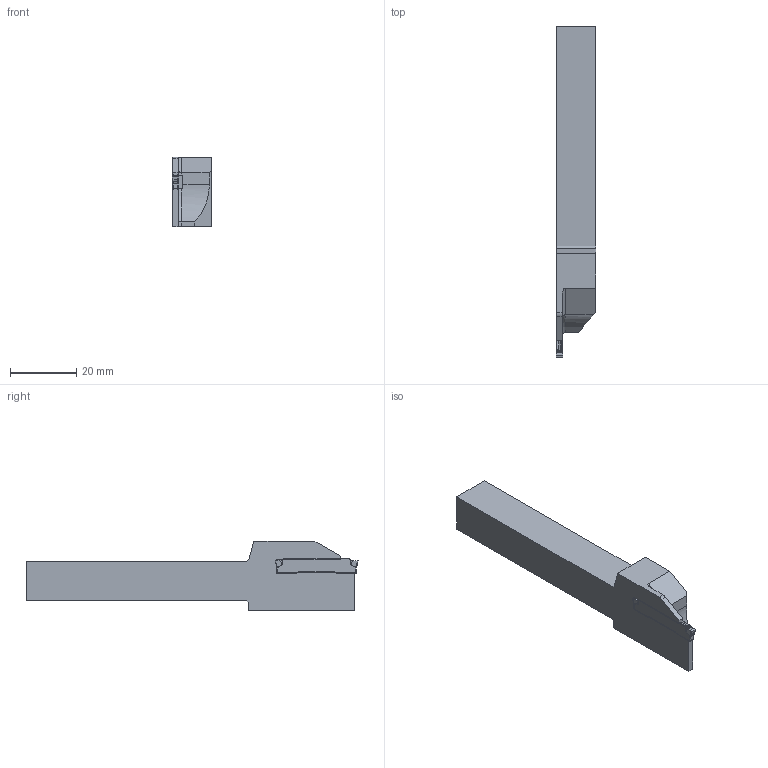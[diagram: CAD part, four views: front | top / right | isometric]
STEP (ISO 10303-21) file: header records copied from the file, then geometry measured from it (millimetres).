
FILE_DESCRIPTION(/* description */ (''),/* implementation_level */ '2;1');
FILE_NAME(/* name */ 'GL2-S1212HFL-12-40_sim.stp',/* time_stamp */ '2021-08-17T10:21:40+02:00',/* author */ (''),/* organization */ (''),/* preprocessor_version */ 'ST-DEVELOPER v16.7',/* originating_system */ 'SIEMENS PLM Software NX 12.0',/* authorisation */ '');
FILE_SCHEMA (('AUTOMOTIVE_DESIGN { 1 0 10303 214 3 1 1 1 }'));
Length unit declared in the file: millimetre
Products named in the file (1): hc720274B6E7yt7q
Bounding box: 12.05 x 100.03 x 21 mm (x, y, z)
Volume: 14732 mm3; surface area: 5720.3 mm2
Topology: 2 solids, 2 shells, 252 faces, 630 edges, 377 vertices
Faces by surface type: bspline 119, cylinder 68, plane 55, extrusion 6, sphere 3, torus 1
Entity records: 9374 total; most frequent: CARTESIAN_POINT 4393, ORIENTED_EDGE 1246, DIRECTION 732, EDGE_CURVE 623, VERTEX_POINT 375, AXIS2_PLACEMENT_3D 262, ADVANCED_FACE 252, FACE_OUTER_BOUND 252
